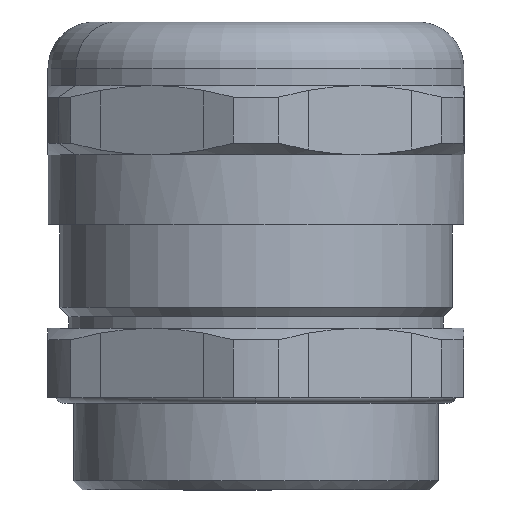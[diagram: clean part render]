
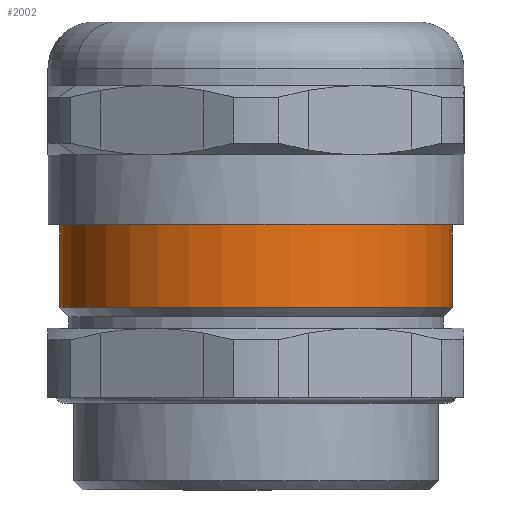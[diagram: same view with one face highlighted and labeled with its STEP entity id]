
A CAD part, front view. The second image highlights one B-rep face of the part: STEP entity #2002.
In plain terms, the highlighted cylindrical face has radius 17 mm (diameter 34 mm), a partial arc.
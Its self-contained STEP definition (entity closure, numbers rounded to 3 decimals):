
#1897=AXIS2_PLACEMENT_3D('Circle Axis2P3D',#1895,#1896,$) ;
#1975=AXIS2_PLACEMENT_3D('Cylinder Axis2P3D',#1972,#1973,#1974) ;
#1986=AXIS2_PLACEMENT_3D('Circle Axis2P3D',#1984,#1985,$) ;
#1885=CARTESIAN_POINT('Vertex',(1.,19.75,15.8)) ;
#1892=CARTESIAN_POINT('Vertex',(35.,19.75,15.8)) ;
#1895=CARTESIAN_POINT('Axis2P3D Location',(18.,19.75,15.8)) ;
#1972=CARTESIAN_POINT('Axis2P3D Location',(18.,19.75,26.)) ;
#1977=CARTESIAN_POINT('Line Origine',(35.,19.75,26.)) ;
#1981=CARTESIAN_POINT('Vertex',(35.,19.75,25.2)) ;
#1984=CARTESIAN_POINT('Axis2P3D Location',(18.,19.75,25.2)) ;
#1988=CARTESIAN_POINT('Vertex',(1.,19.75,25.2)) ;
#1991=CARTESIAN_POINT('Line Origine',(1.,19.75,26.)) ;
#1896=DIRECTION('Axis2P3D Direction',(0.,0.,1.)) ;
#1973=DIRECTION('Axis2P3D Direction',(0.,0.,-1.)) ;
#1974=DIRECTION('Axis2P3D XDirection',(1.,0.,0.)) ;
#1978=DIRECTION('Vector Direction',(0.,0.,-1.)) ;
#1985=DIRECTION('Axis2P3D Direction',(0.,0.,-1.)) ;
#1992=DIRECTION('Vector Direction',(0.,0.,-1.)) ;
#1979=VECTOR('Line Direction',#1978,1.) ;
#1993=VECTOR('Line Direction',#1992,1.) ;
#1997=ORIENTED_EDGE('',*,*,#1983,.T.) ;
#1998=ORIENTED_EDGE('',*,*,#1990,.T.) ;
#1999=ORIENTED_EDGE('',*,*,#1995,.T.) ;
#2000=ORIENTED_EDGE('',*,*,#1899,.T.) ;
#2002=ADVANCED_FACE('Hauptk\X2\00F6\X0\rper',(#2001),#1976,.T.) ;
#1898=CIRCLE('generated circle',#1897,17.) ;
#1987=CIRCLE('generated circle',#1986,17.) ;
#1976=CYLINDRICAL_SURFACE('generated cylinder',#1975,17.) ;
#1899=EDGE_CURVE('',#1886,#1893,#1898,.T.) ;
#1983=EDGE_CURVE('',#1893,#1982,#1980,.F.) ;
#1990=EDGE_CURVE('',#1982,#1989,#1987,.T.) ;
#1995=EDGE_CURVE('',#1989,#1886,#1994,.T.) ;
#1996=EDGE_LOOP('',(#1997,#1998,#1999,#2000)) ;
#2001=FACE_OUTER_BOUND('',#1996,.T.) ;
#1980=LINE('Line',#1977,#1979) ;
#1994=LINE('Line',#1991,#1993) ;
#1886=VERTEX_POINT('',#1885) ;
#1893=VERTEX_POINT('',#1892) ;
#1982=VERTEX_POINT('',#1981) ;
#1989=VERTEX_POINT('',#1988) ;
